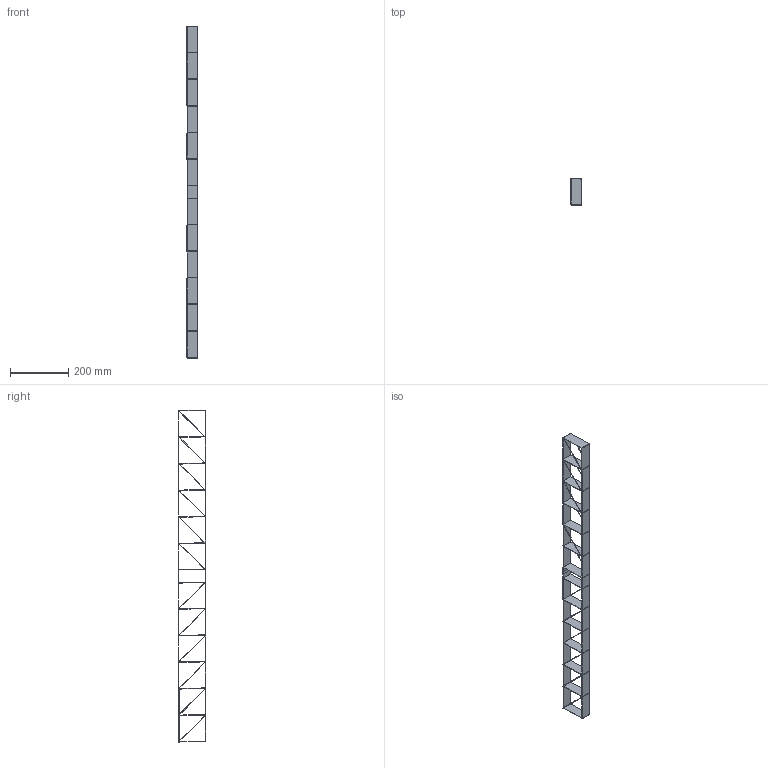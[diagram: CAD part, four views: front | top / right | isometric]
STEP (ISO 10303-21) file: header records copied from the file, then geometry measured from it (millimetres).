
FILE_DESCRIPTION (( 'STEP AP203' ), '1' );
FILE_NAME ('t2_step.STEP', '2025-03-11T08:27:26', ( '' ), ( '' ), 'SwSTEP 2.0', 'SolidWorks 2023', '' );
FILE_SCHEMA (( 'CONFIG_CONTROL_DESIGN' ));
Length unit declared in the file: millimetre
Products named in the file (1): t2_step
Bounding box: 36 x 93.08 x 1135.54 mm (x, y, z)
Volume: 164820 mm3; surface area: 346686 mm2
Topology: 69 solids, 69 shells, 414 faces, 828 edges, 552 vertices
Faces by surface type: plane 414
Entity records: 10433 total; most frequent: CARTESIAN_POINT 1795, DIRECTION 1658, ORIENTED_EDGE 1656, VECTOR 828, EDGE_CURVE 828, LINE 828, VERTEX_POINT 552, AXIS2_PLACEMENT_3D 415
